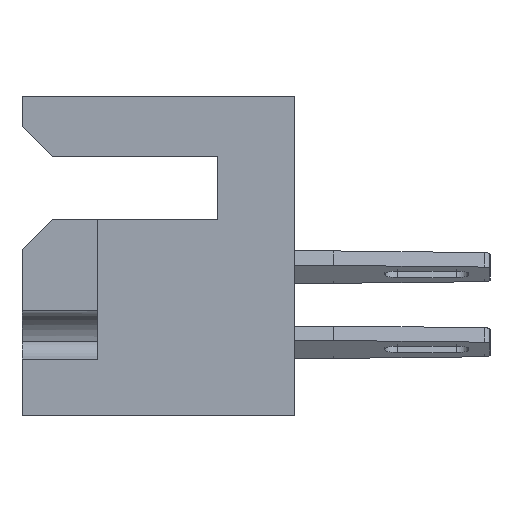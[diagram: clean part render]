
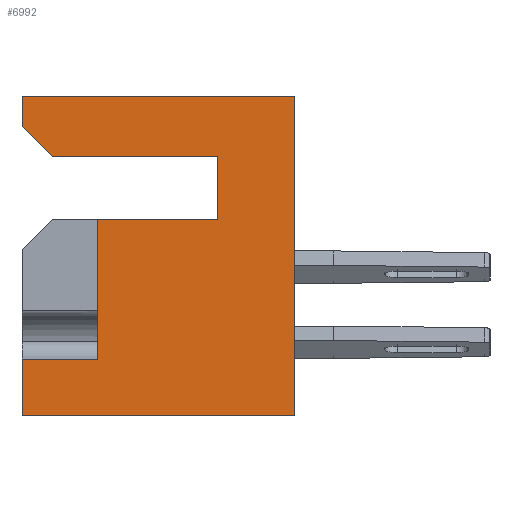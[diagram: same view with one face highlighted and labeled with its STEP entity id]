
A CAD part, left-side view. The second image highlights one B-rep face of the part: STEP entity #6992.
In plain terms, the highlighted planar face has unit normal (-1, 0, 0).
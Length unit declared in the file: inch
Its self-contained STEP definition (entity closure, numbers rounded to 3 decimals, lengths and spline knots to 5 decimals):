
#349 = LINE ( 'NONE', #4245, #3666 ) ;
#677 = PLANE ( 'NONE',  #13592 ) ;
#713 = CARTESIAN_POINT ( 'NONE',  ( 0., 0., 0. ) ) ;
#782 = DIRECTION ( 'NONE',  ( 0., -0.707, -0.707 ) ) ;
#1031 = CARTESIAN_POINT ( 'NONE',  ( 0., 0.128, -0.205 ) ) ;
#1152 = ORIENTED_EDGE ( 'NONE', *, *, #12692, .T. ) ;
#1379 = EDGE_CURVE ( 'NONE', #1432, #10466, #1847, .T. ) ;
#1432 = VERTEX_POINT ( 'NONE', #2681 ) ;
#1845 = LINE ( 'NONE', #5451, #4660 ) ;
#1847 = LINE ( 'NONE', #14171, #18656 ) ;
#2130 = LINE ( 'NONE', #18299, #11350 ) ;
#2353 = CARTESIAN_POINT ( 'NONE',  ( 0., 0.453, -0.05 ) ) ;
#2422 = CARTESIAN_POINT ( 'NONE',  ( 0., 0.453, 0. ) ) ;
#2462 = VERTEX_POINT ( 'NONE', #2675 ) ;
#2522 = CARTESIAN_POINT ( 'NONE',  ( 0., 0.453, -0.531 ) ) ;
#2675 = CARTESIAN_POINT ( 'NONE',  ( 0., 0.328, -0.437 ) ) ;
#2681 = CARTESIAN_POINT ( 'NONE',  ( 0., 0.128, -0.1 ) ) ;
#2798 = ORIENTED_EDGE ( 'NONE', *, *, #12384, .F. ) ;
#2890 = EDGE_LOOP ( 'NONE', ( #7253, #2798, #15300, #6585, #8104, #19735, #1152, #17059, #8722, #19624, #15212 ) ) ;
#2985 = VERTEX_POINT ( 'NONE', #12224 ) ;
#3387 = VECTOR ( 'NONE', #13819, 39.37008 ) ;
#3666 = VECTOR ( 'NONE', #9048, 39.37008 ) ;
#3798 = VECTOR ( 'NONE', #5094, 39.37008 ) ;
#4245 = CARTESIAN_POINT ( 'NONE',  ( 0., 0.128, -0.205 ) ) ;
#4406 = LINE ( 'NONE', #2422, #3387 ) ;
#4434 = DIRECTION ( 'NONE',  ( 0., 1., 0. ) ) ;
#4536 = LINE ( 'NONE', #20344, #9411 ) ;
#4660 = VECTOR ( 'NONE', #17482, 39.37008 ) ;
#5094 = DIRECTION ( 'NONE',  ( 0., 0., 1. ) ) ;
#5451 = CARTESIAN_POINT ( 'NONE',  ( 0., 0.328, -0.437 ) ) ;
#5804 = VERTEX_POINT ( 'NONE', #2353 ) ;
#6585 = ORIENTED_EDGE ( 'NONE', *, *, #14957, .T. ) ;
#6887 = EDGE_CURVE ( 'NONE', #2462, #12135, #10560, .T. ) ;
#6992 = ADVANCED_FACE ( 'NONE', ( #18685 ), #677, .F. ) ;
#6996 = VECTOR ( 'NONE', #18565, 39.37008 ) ;
#7145 = DIRECTION ( 'NONE',  ( 0., -1., 0. ) ) ;
#7253 = ORIENTED_EDGE ( 'NONE', *, *, #16563, .T. ) ;
#7258 = VECTOR ( 'NONE', #11687, 39.37008 ) ;
#7554 = VECTOR ( 'NONE', #11092, 39.37008 ) ;
#8104 = ORIENTED_EDGE ( 'NONE', *, *, #15850, .F. ) ;
#8516 = DIRECTION ( 'NONE',  ( 0., 0., 1. ) ) ;
#8528 = EDGE_CURVE ( 'NONE', #17458, #1432, #2130, .T. ) ;
#8648 = EDGE_CURVE ( 'NONE', #17458, #12135, #349, .T. ) ;
#8722 = ORIENTED_EDGE ( 'NONE', *, *, #8528, .F. ) ;
#9048 = DIRECTION ( 'NONE',  ( 0., 1., 0. ) ) ;
#9281 = EDGE_CURVE ( 'NONE', #5804, #2985, #4406, .T. ) ;
#9411 = VECTOR ( 'NONE', #782, 39.37008 ) ;
#9899 = EDGE_CURVE ( 'NONE', #19211, #12663, #16594, .T. ) ;
#10466 = VERTEX_POINT ( 'NONE', #19448 ) ;
#10560 = LINE ( 'NONE', #15044, #7258 ) ;
#10700 = VERTEX_POINT ( 'NONE', #713 ) ;
#11092 = DIRECTION ( 'NONE',  ( 0., 0., 1. ) ) ;
#11350 = VECTOR ( 'NONE', #8516, 39.37008 ) ;
#11492 = CARTESIAN_POINT ( 'NONE',  ( 0., 0.453, 0. ) ) ;
#11687 = DIRECTION ( 'NONE',  ( 0., 0., 1. ) ) ;
#12135 = VERTEX_POINT ( 'NONE', #20441 ) ;
#12224 = CARTESIAN_POINT ( 'NONE',  ( 0., 0.453, 0. ) ) ;
#12233 = CARTESIAN_POINT ( 'NONE',  ( 0., 0.453, 0. ) ) ;
#12384 = EDGE_CURVE ( 'NONE', #19211, #16665, #12983, .T. ) ;
#12663 = VERTEX_POINT ( 'NONE', #13736 ) ;
#12692 = EDGE_CURVE ( 'NONE', #5804, #10466, #4536, .T. ) ;
#12983 = LINE ( 'NONE', #19658, #3798 ) ;
#13592 = AXIS2_PLACEMENT_3D ( 'NONE', #12233, #15392, #20102 ) ;
#13736 = CARTESIAN_POINT ( 'NONE',  ( 0., 0., -0.531 ) ) ;
#13819 = DIRECTION ( 'NONE',  ( 0., 0., 1. ) ) ;
#14171 = CARTESIAN_POINT ( 'NONE',  ( 0., 0.128, -0.1 ) ) ;
#14957 = EDGE_CURVE ( 'NONE', #12663, #10700, #20497, .T. ) ;
#15044 = CARTESIAN_POINT ( 'NONE',  ( 0., 0.328, -0.205 ) ) ;
#15148 = CARTESIAN_POINT ( 'NONE',  ( 0., 0.453, -0.437 ) ) ;
#15212 = ORIENTED_EDGE ( 'NONE', *, *, #6887, .F. ) ;
#15300 = ORIENTED_EDGE ( 'NONE', *, *, #9899, .T. ) ;
#15392 = DIRECTION ( 'NONE',  ( 1., 0., 0. ) ) ;
#15850 = EDGE_CURVE ( 'NONE', #2985, #10700, #16894, .T. ) ;
#16563 = EDGE_CURVE ( 'NONE', #2462, #16665, #1845, .T. ) ;
#16594 = LINE ( 'NONE', #20330, #18123 ) ;
#16665 = VERTEX_POINT ( 'NONE', #15148 ) ;
#16894 = LINE ( 'NONE', #11492, #6996 ) ;
#17059 = ORIENTED_EDGE ( 'NONE', *, *, #1379, .F. ) ;
#17458 = VERTEX_POINT ( 'NONE', #1031 ) ;
#17482 = DIRECTION ( 'NONE',  ( 0., 1., 0. ) ) ;
#18123 = VECTOR ( 'NONE', #7145, 39.37008 ) ;
#18299 = CARTESIAN_POINT ( 'NONE',  ( 0., 0.128, -0.1 ) ) ;
#18565 = DIRECTION ( 'NONE',  ( 0., -1., 0. ) ) ;
#18656 = VECTOR ( 'NONE', #4434, 39.37008 ) ;
#18685 = FACE_OUTER_BOUND ( 'NONE', #2890, .T. ) ;
#19211 = VERTEX_POINT ( 'NONE', #2522 ) ;
#19233 = CARTESIAN_POINT ( 'NONE',  ( 0., 0., 0. ) ) ;
#19448 = CARTESIAN_POINT ( 'NONE',  ( 0., 0.403, -0.1 ) ) ;
#19624 = ORIENTED_EDGE ( 'NONE', *, *, #8648, .T. ) ;
#19658 = CARTESIAN_POINT ( 'NONE',  ( 0., 0.453, 0. ) ) ;
#19735 = ORIENTED_EDGE ( 'NONE', *, *, #9281, .F. ) ;
#20102 = DIRECTION ( 'NONE',  ( 0., 0., -1. ) ) ;
#20330 = CARTESIAN_POINT ( 'NONE',  ( 0., 0.453, -0.531 ) ) ;
#20344 = CARTESIAN_POINT ( 'NONE',  ( 0., 0.403, -0.1 ) ) ;
#20441 = CARTESIAN_POINT ( 'NONE',  ( 0., 0.328, -0.205 ) ) ;
#20497 = LINE ( 'NONE', #19233, #7554 ) ;
